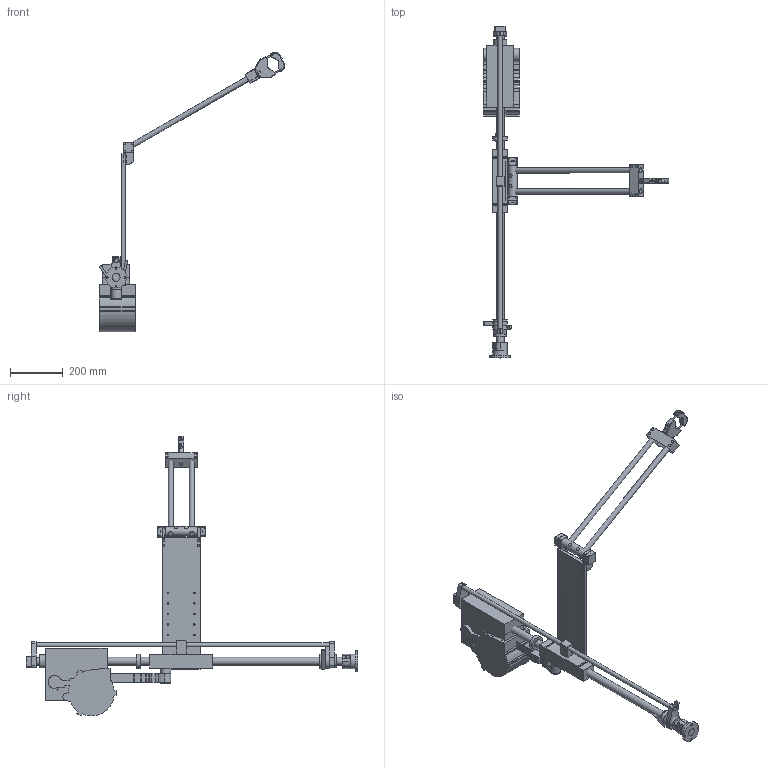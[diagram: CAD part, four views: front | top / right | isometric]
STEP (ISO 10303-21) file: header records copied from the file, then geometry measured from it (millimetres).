
FILE_DESCRIPTION (( 'STEP AP214' ), '1' );
FILE_NAME ('200Nm折叠平衡器-带检测_.STEP', '2023-10-31T07:01:53', ( '微软用户' ), ( '微软中国' ), 'SwSTEP 2.0', 'SolidWorks 2020', '' );
FILE_SCHEMA (( 'AUTOMOTIVE_DESIGN' ));
Length unit declared in the file: millimetre
Products named in the file (1): 200Nm殏詁す算ん-湍潰聆_
Bounding box: 705.54 x 1261 x 1061.77 mm (x, y, z)
Volume: 12476362.9 mm3; surface area: 1124016.7 mm2
Topology: 60 solids, 60 shells, 703 faces, 1598 edges, 1041 vertices
Faces by surface type: plane 445, cylinder 208, cone 19, torus 16, bspline 15
Full cylindrical faces by diameter (mm): 4.917 x2, 5 x2, 5.5 x20, 6 x2, 6.4 x2, 6.6 x6, 6.8 x1, 7 x10, 8 x2, 8.5 x4, 9 x1, 10 x27, 11 x2, 13 x3, 14 x1, 16 x1, 20 x2, 30 x3, 31 x1, 35 x1, 40 x1, 48.2 x1, 50 x1, 55 x2, 79 x1
Entity records: 28084 total; most frequent: CARTESIAN_POINT 4301, DIRECTION 3161, ORIENTED_EDGE 2926, EDGE_CURVE 1463, AXIS2_PLACEMENT_3D 1135, VERTEX_POINT 1016, EDGE_LOOP 909, LINE 891
